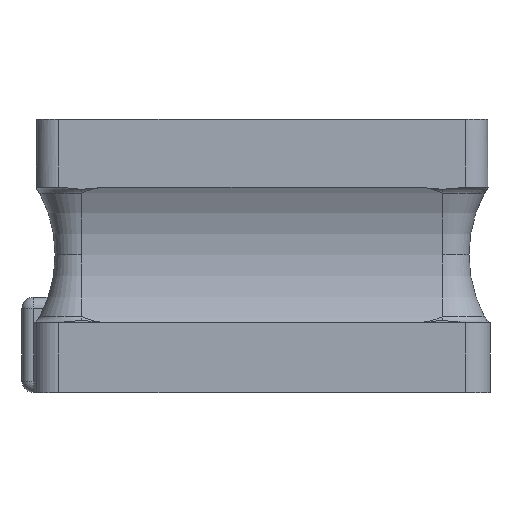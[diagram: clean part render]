
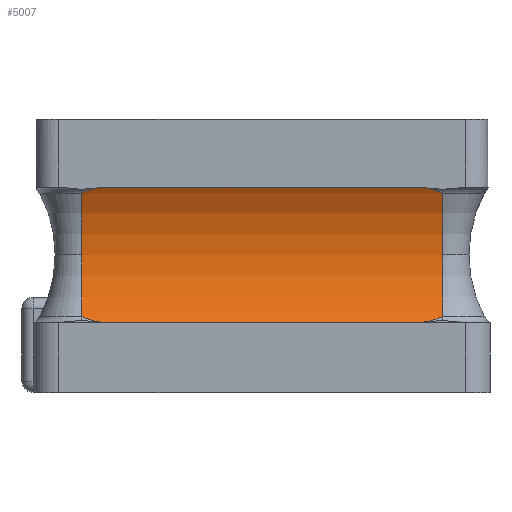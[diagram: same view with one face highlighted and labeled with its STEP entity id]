
A CAD part, left-side view. The second image highlights one B-rep face of the part: STEP entity #5007.
In plain terms, the highlighted cylindrical face has radius 0.583 mm (diameter 1.166 mm), a partial arc.
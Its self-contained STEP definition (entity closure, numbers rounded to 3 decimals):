
#57 = EDGE_CURVE ( 'NONE', #1947, #5199, #3391, .T. ) ;
#80 = VERTEX_POINT ( 'NONE', #5336 ) ;
#246 = AXIS2_PLACEMENT_3D ( 'NONE', #3272, #6308, #3790 ) ;
#407 = VECTOR ( 'NONE', #5704, 1000. ) ;
#440 = EDGE_CURVE ( 'NONE', #4579, #830, #6279, .T. ) ;
#441 = EDGE_CURVE ( 'NONE', #3470, #4579, #1374, .T. ) ;
#541 = CARTESIAN_POINT ( 'NONE',  ( -1.25, 0.727, 0.3 ) ) ;
#600 = B_SPLINE_CURVE_WITH_KNOTS ( 'NONE', 3,
 ( #1953, #3949, #541, #2504 ),
 .UNSPECIFIED., .F., .F.,
 ( 4, 4 ),
 ( 0., 0. ),
 .UNSPECIFIED. ) ;
#760 = LINE ( 'NONE', #5191, #407 ) ;
#795 = B_SPLINE_CURVE_WITH_KNOTS ( 'NONE', 3,
 ( #1664, #2648, #6164, #2681 ),
 .UNSPECIFIED., .F., .F.,
 ( 4, 4 ),
 ( 0., 0. ),
 .UNSPECIFIED. ) ;
#830 = VERTEX_POINT ( 'NONE', #3152 ) ;
#835 = CARTESIAN_POINT ( 'NONE',  ( -1.25, -0.688, 0.3 ) ) ;
#1184 = EDGE_CURVE ( 'NONE', #2360, #3470, #1511, .T. ) ;
#1234 = EDGE_LOOP ( 'NONE', ( #1468, #6275, #4439, #4804, #5527, #3142, #4354, #2442, #4167, #5394 ) ) ;
#1374 = CIRCLE ( 'NONE', #3811, 0.583 ) ;
#1376 = DIRECTION ( 'NONE',  ( 0., 0., 1. ) ) ;
#1456 = EDGE_CURVE ( 'NONE', #1947, #2973, #600, .T. ) ;
#1468 = ORIENTED_EDGE ( 'NONE', *, *, #57, .F. ) ;
#1511 = B_SPLINE_CURVE_WITH_KNOTS ( 'NONE', 3,
 ( #835, #3734, #1658, #2710 ),
 .UNSPECIFIED., .F., .F.,
 ( 4, 4 ),
 ( 0., 0. ),
 .UNSPECIFIED. ) ;
#1658 = CARTESIAN_POINT ( 'NONE',  ( -1.243, -0.765, 0.311 ) ) ;
#1664 = CARTESIAN_POINT ( 'NONE',  ( -1.25, 0.688, 0.9 ) ) ;
#1871 = DIRECTION ( 'NONE',  ( 0., -1., 0. ) ) ;
#1947 = VERTEX_POINT ( 'NONE', #2749 ) ;
#1953 = CARTESIAN_POINT ( 'NONE',  ( -1.235, 0.8, 0.327 ) ) ;
#2001 = FACE_OUTER_BOUND ( 'NONE', #1234, .T. ) ;
#2075 = AXIS2_PLACEMENT_3D ( 'NONE', #4673, #5707, #3233 ) ;
#2245 = CARTESIAN_POINT ( 'NONE',  ( -1.167, 0.8, 0.6 ) ) ;
#2330 = CARTESIAN_POINT ( 'NONE',  ( -1.243, -0.765, 0.889 ) ) ;
#2360 = VERTEX_POINT ( 'NONE', #5591 ) ;
#2419 = CARTESIAN_POINT ( 'NONE',  ( -1.75, -0.8, 0.6 ) ) ;
#2442 = ORIENTED_EDGE ( 'NONE', *, *, #2964, .T. ) ;
#2504 = CARTESIAN_POINT ( 'NONE',  ( -1.25, 0.688, 0.3 ) ) ;
#2648 = CARTESIAN_POINT ( 'NONE',  ( -1.25, 0.727, 0.9 ) ) ;
#2681 = CARTESIAN_POINT ( 'NONE',  ( -1.235, 0.8, 0.873 ) ) ;
#2710 = CARTESIAN_POINT ( 'NONE',  ( -1.235, -0.8, 0.327 ) ) ;
#2749 = CARTESIAN_POINT ( 'NONE',  ( -1.235, 0.8, 0.327 ) ) ;
#2770 = CARTESIAN_POINT ( 'NONE',  ( -1.235, 0.8, 0.873 ) ) ;
#2843 = CARTESIAN_POINT ( 'NONE',  ( -1.235, -0.8, 0.873 ) ) ;
#2914 = VECTOR ( 'NONE', #3905, 1000. ) ;
#2964 = EDGE_CURVE ( 'NONE', #3697, #80, #3653, .T. ) ;
#2973 = VERTEX_POINT ( 'NONE', #4894 ) ;
#3142 = ORIENTED_EDGE ( 'NONE', *, *, #440, .T. ) ;
#3152 = CARTESIAN_POINT ( 'NONE',  ( -1.235, -0.8, 0.873 ) ) ;
#3233 = DIRECTION ( 'NONE',  ( 0., 0., 1. ) ) ;
#3272 = CARTESIAN_POINT ( 'NONE',  ( -1.75, -0.8, 0.6 ) ) ;
#3391 = CIRCLE ( 'NONE', #5673, 0.583 ) ;
#3410 = DIRECTION ( 'NONE',  ( 0., 1., 0. ) ) ;
#3470 = VERTEX_POINT ( 'NONE', #6173 ) ;
#3501 = DIRECTION ( 'NONE',  ( 0., 0., 1. ) ) ;
#3560 = EDGE_CURVE ( 'NONE', #830, #3697, #6154, .T. ) ;
#3653 = LINE ( 'NONE', #5910, #2914 ) ;
#3697 = VERTEX_POINT ( 'NONE', #5563 ) ;
#3720 = EDGE_CURVE ( 'NONE', #80, #4908, #795, .T. ) ;
#3734 = CARTESIAN_POINT ( 'NONE',  ( -1.25, -0.727, 0.3 ) ) ;
#3779 = AXIS2_PLACEMENT_3D ( 'NONE', #2419, #3410, #3501 ) ;
#3790 = DIRECTION ( 'NONE',  ( 0., 0., 1. ) ) ;
#3811 = AXIS2_PLACEMENT_3D ( 'NONE', #5868, #1871, #1376 ) ;
#3905 = DIRECTION ( 'NONE',  ( 0., 1., 0. ) ) ;
#3949 = CARTESIAN_POINT ( 'NONE',  ( -1.243, 0.765, 0.311 ) ) ;
#4167 = ORIENTED_EDGE ( 'NONE', *, *, #3720, .T. ) ;
#4279 = EDGE_CURVE ( 'NONE', #2360, #2973, #760, .T. ) ;
#4290 = DIRECTION ( 'NONE',  ( 0., -1., 0. ) ) ;
#4331 = CARTESIAN_POINT ( 'NONE',  ( -1.25, -0.688, 0.9 ) ) ;
#4354 = ORIENTED_EDGE ( 'NONE', *, *, #3560, .T. ) ;
#4392 = CARTESIAN_POINT ( 'NONE',  ( -1.75, 0.8, 0.6 ) ) ;
#4439 = ORIENTED_EDGE ( 'NONE', *, *, #4279, .F. ) ;
#4579 = VERTEX_POINT ( 'NONE', #6068 ) ;
#4673 = CARTESIAN_POINT ( 'NONE',  ( -1.75, 0.8, 0.6 ) ) ;
#4804 = ORIENTED_EDGE ( 'NONE', *, *, #1184, .T. ) ;
#4888 = CYLINDRICAL_SURFACE ( 'NONE', #3779, 0.583 ) ;
#4894 = CARTESIAN_POINT ( 'NONE',  ( -1.25, 0.688, 0.3 ) ) ;
#4908 = VERTEX_POINT ( 'NONE', #2770 ) ;
#5007 = ADVANCED_FACE ( 'NONE', ( #2001 ), #4888, .F. ) ;
#5191 = CARTESIAN_POINT ( 'NONE',  ( -1.25, 0., 0.3 ) ) ;
#5199 = VERTEX_POINT ( 'NONE', #2245 ) ;
#5336 = CARTESIAN_POINT ( 'NONE',  ( -1.25, 0.688, 0.9 ) ) ;
#5366 = DIRECTION ( 'NONE',  ( 0., 0., 1. ) ) ;
#5394 = ORIENTED_EDGE ( 'NONE', *, *, #6047, .F. ) ;
#5527 = ORIENTED_EDGE ( 'NONE', *, *, #441, .T. ) ;
#5563 = CARTESIAN_POINT ( 'NONE',  ( -1.25, -0.688, 0.9 ) ) ;
#5591 = CARTESIAN_POINT ( 'NONE',  ( -1.25, -0.688, 0.3 ) ) ;
#5673 = AXIS2_PLACEMENT_3D ( 'NONE', #4392, #4290, #5366 ) ;
#5704 = DIRECTION ( 'NONE',  ( 0., 1., 0. ) ) ;
#5707 = DIRECTION ( 'NONE',  ( 0., -1., 0. ) ) ;
#5868 = CARTESIAN_POINT ( 'NONE',  ( -1.75, -0.8, 0.6 ) ) ;
#5910 = CARTESIAN_POINT ( 'NONE',  ( -1.25, 0., 0.9 ) ) ;
#6047 = EDGE_CURVE ( 'NONE', #5199, #4908, #6198, .T. ) ;
#6068 = CARTESIAN_POINT ( 'NONE',  ( -1.167, -0.8, 0.6 ) ) ;
#6154 = B_SPLINE_CURVE_WITH_KNOTS ( 'NONE', 3,
 ( #2843, #2330, #6328, #4331 ),
 .UNSPECIFIED., .F., .F.,
 ( 4, 4 ),
 ( 0., 0. ),
 .UNSPECIFIED. ) ;
#6164 = CARTESIAN_POINT ( 'NONE',  ( -1.243, 0.765, 0.889 ) ) ;
#6173 = CARTESIAN_POINT ( 'NONE',  ( -1.235, -0.8, 0.327 ) ) ;
#6198 = CIRCLE ( 'NONE', #2075, 0.583 ) ;
#6275 = ORIENTED_EDGE ( 'NONE', *, *, #1456, .T. ) ;
#6279 = CIRCLE ( 'NONE', #246, 0.583 ) ;
#6308 = DIRECTION ( 'NONE',  ( 0., -1., 0. ) ) ;
#6328 = CARTESIAN_POINT ( 'NONE',  ( -1.25, -0.727, 0.9 ) ) ;
